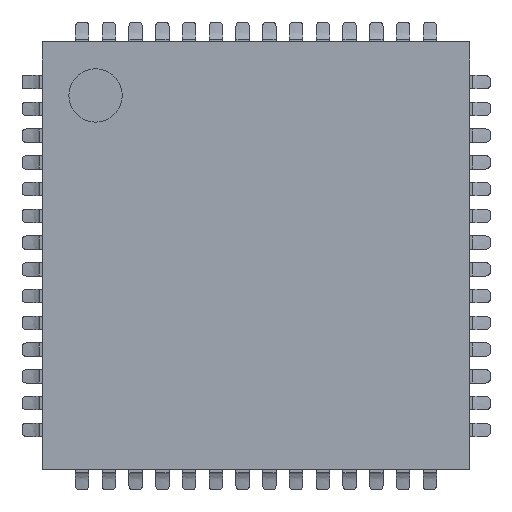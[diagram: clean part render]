
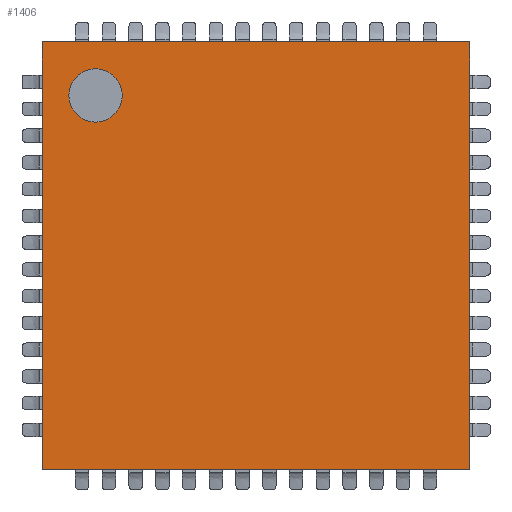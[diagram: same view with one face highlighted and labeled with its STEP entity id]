
A CAD part, top view. The second image highlights one B-rep face of the part: STEP entity #1406.
In plain terms, the highlighted planar face has unit normal (0, 0, 1).
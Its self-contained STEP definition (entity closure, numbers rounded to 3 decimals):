
#1406=ADVANCED_FACE('',(#4942,#4944),#4946,.T.);
#4942=FACE_BOUND('',#4943,.T.);
#4943=EDGE_LOOP('',(#9954,#9955,#9956,#9957));
#4944=FACE_BOUND('',#4945,.T.);
#4945=EDGE_LOOP('',(#9958));
#4946=PLANE('',#4947);
#4947=AXIS2_PLACEMENT_3D('',#4948,#4949,#4950);
#4948=CARTESIAN_POINT('',(-4.,-4.,1.));
#4949=DIRECTION('',(0.,0.,1.));
#4950=DIRECTION('',(1.,0.,0.));
#9954=ORIENTED_EDGE('',*,*,#13508,.F.);
#9955=ORIENTED_EDGE('',*,*,#13513,.T.);
#9956=ORIENTED_EDGE('',*,*,#13515,.T.);
#9957=ORIENTED_EDGE('',*,*,#13516,.F.);
#9958=ORIENTED_EDGE('',*,*,#13517,.F.);
#13508=EDGE_CURVE('',#15040,#15041,#15042,.T.);
#13513=EDGE_CURVE('',#15040,#15049,#15051,.T.);
#13515=EDGE_CURVE('',#15049,#15053,#15054,.T.);
#13516=EDGE_CURVE('',#15041,#15053,#15055,.T.);
#13517=EDGE_CURVE('',#15056,#15056,#15057,.T.);
#15040=VERTEX_POINT('',#17594);
#15041=VERTEX_POINT('',#17595);
#15042=LINE('',#17596,#17597);
#15049=VERTEX_POINT('',#17611);
#15051=LINE('',#17615,#17616);
#15053=VERTEX_POINT('',#17621);
#15054=LINE('',#17622,#17623);
#15055=LINE('',#17625,#17626);
#15056=VERTEX_POINT('',#17628);
#15057=CIRCLE('',#17629,0.5);
#17594=CARTESIAN_POINT('',(-4.,-4.,1.));
#17595=CARTESIAN_POINT('',(-4.,4.,1.));
#17596=CARTESIAN_POINT('',(-4.,-4.,1.));
#17597=VECTOR('',#17598,1.);
#17598=DIRECTION('',(0.,1.,0.));
#17611=CARTESIAN_POINT('',(4.,-4.,1.));
#17615=CARTESIAN_POINT('',(-4.,-4.,1.));
#17616=VECTOR('',#17617,1.);
#17617=DIRECTION('',(1.,0.,0.));
#17621=CARTESIAN_POINT('',(4.,4.,1.));
#17622=CARTESIAN_POINT('',(4.,-4.,1.));
#17623=VECTOR('',#17624,1.);
#17624=DIRECTION('',(0.,1.,0.));
#17625=CARTESIAN_POINT('',(-4.,4.,1.));
#17626=VECTOR('',#17627,1.);
#17627=DIRECTION('',(1.,0.,0.));
#17628=CARTESIAN_POINT('',(-2.5,3.,1.));
#17629=AXIS2_PLACEMENT_3D('',#17630,#17631,#17632);
#17630=CARTESIAN_POINT('',(-3.,3.,1.));
#17631=DIRECTION('',(0.,0.,1.));
#17632=DIRECTION('',(1.,0.,0.));
